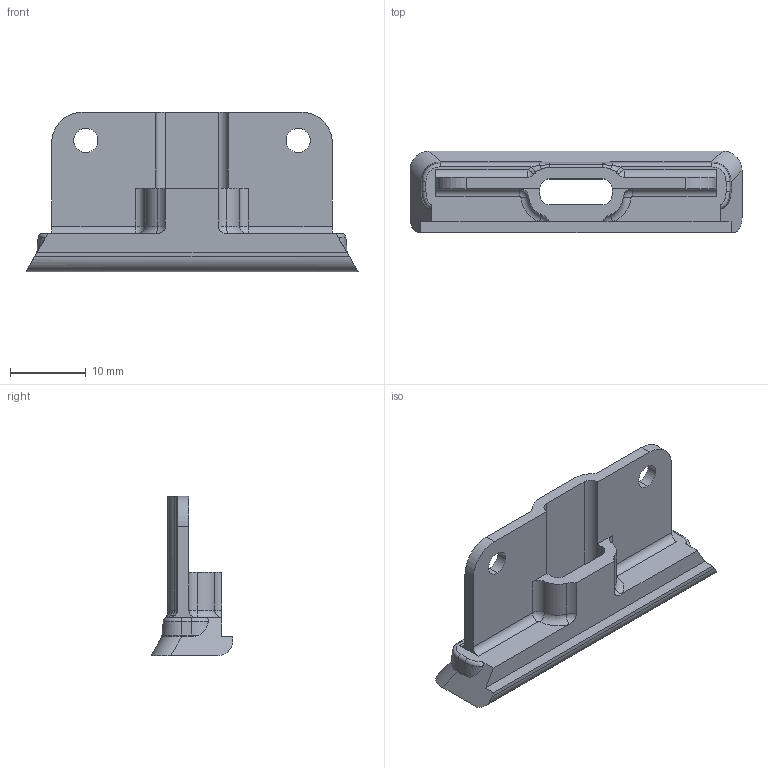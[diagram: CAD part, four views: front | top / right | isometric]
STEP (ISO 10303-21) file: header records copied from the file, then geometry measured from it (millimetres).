
FILE_DESCRIPTION (( 'STEP AP214' ), '1' );
FILE_NAME ('Rana_Digital_Port_Insert.STEP', '2023-01-02T03:35:26', ( '' ), ( '' ), 'SwSTEP 2.0', 'SolidWorks 2021', '' );
FILE_SCHEMA (( 'AUTOMOTIVE_DESIGN' ));
Length unit declared in the file: millimetre
Products named in the file (1): Rana_Digital_Port_Insert
Bounding box: 43.77 x 10.8 x 21 mm (x, y, z)
Volume: 2709 mm3; surface area: 2739.4 mm2
Topology: 1 solids, 1 shells, 97 faces, 246 edges, 150 vertices
Faces by surface type: cylinder 33, plane 32, bspline 22, torus 10
Entity records: 4164 total; most frequent: CARTESIAN_POINT 1976, ORIENTED_EDGE 492, DIRECTION 396, EDGE_CURVE 246, VERTEX_POINT 150, AXIS2_PLACEMENT_3D 140, VECTOR 116, LINE 116
